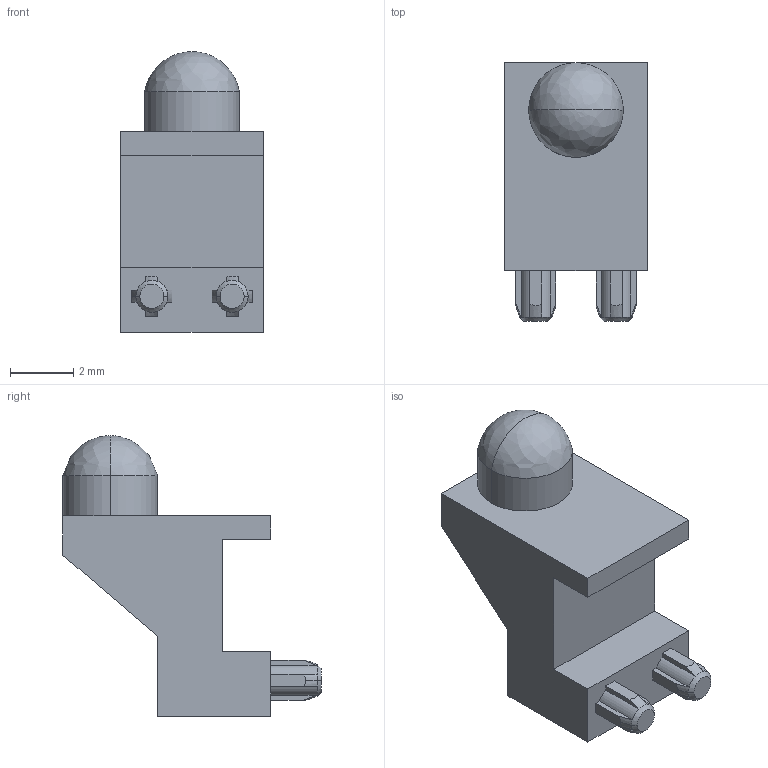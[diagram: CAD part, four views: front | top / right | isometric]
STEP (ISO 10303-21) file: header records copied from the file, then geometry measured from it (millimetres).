
FILE_DESCRIPTION (( 'STEP AP214' ), '1' );
FILE_NAME ('SLP3-200-100-R.STEP', '2016-03-14T05:36:48', ( '' ), ( '' ), 'SwSTEP 2.0', 'SolidWorks 2015', '' );
FILE_SCHEMA (( 'AUTOMOTIVE_DESIGN' ));
Length unit declared in the file: millimetre
Products named in the file (2): SLP3-200-100-R
Assembly tree (1 placements, depth 2):
  SLP3-200-100-R
    SLP3-200-100-R
Bounding box: 4.52 x 8.18 x 8.89 mm (x, y, z)
Volume: 130.2 mm3; surface area: 202.8 mm2
Topology: 1 solids, 1 shells, 64 faces, 162 edges, 100 vertices
Faces by surface type: plane 38, cone 14, cylinder 10, bspline 2
Entity records: 2033 total; most frequent: CARTESIAN_POINT 472, ORIENTED_EDGE 320, DIRECTION 305, EDGE_CURVE 160, AXIS2_PLACEMENT_3D 105, VERTEX_POINT 100, VECTOR 95, LINE 95
